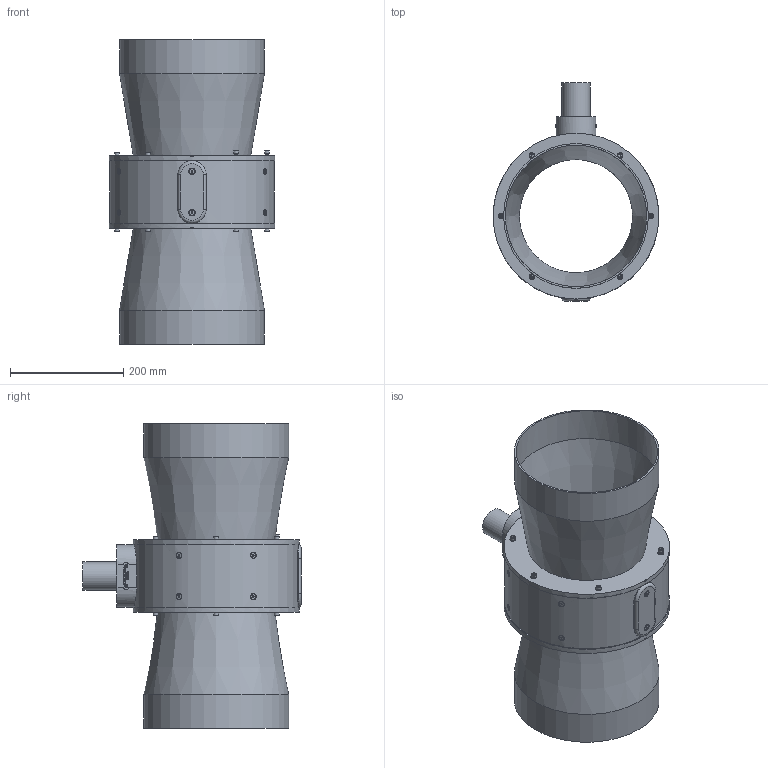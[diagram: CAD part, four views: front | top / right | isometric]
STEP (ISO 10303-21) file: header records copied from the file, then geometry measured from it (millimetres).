
FILE_DESCRIPTION (( 'STEP AP214' ), '1' );
FILE_NAME ('P-212-030-rev-A-IP.STEP', '2025-03-12T07:43:03', ( '' ), ( '' ), 'SwSTEP 2.0', 'SolidWorks 2024', '' );
FILE_SCHEMA (( 'AUTOMOTIVE_DESIGN' ));
Length unit declared in the file: millimetre
Products named in the file (1): P-212-030-rev-A-IP
Bounding box: 293 x 385.45 x 538.06 mm (x, y, z)
Volume: 5455453.4 mm3; surface area: 927334.5 mm2
Topology: 1 solids, 19 shells, 1006 faces, 2456 edges, 1584 vertices
Faces by surface type: plane 671, cylinder 133, bspline 120, cone 52, torus 26, sphere 4
Full cylindrical faces by diameter (mm): 5 x12, 5.5 x8, 5.6 x12, 5.7 x4, 8.5 x18, 9.64 x10, 10 x12, 50 x1, 207 x1, 250 x2, 256 x2, 293 x2
Entity records: 38532 total; most frequent: CARTESIAN_POINT 10757, ORIENTED_EDGE 4404, DIRECTION 3820, EDGE_CURVE 2202, VERTEX_POINT 1490, EDGE_LOOP 1300, AXIS2_PLACEMENT_3D 1295, VECTOR 1230
